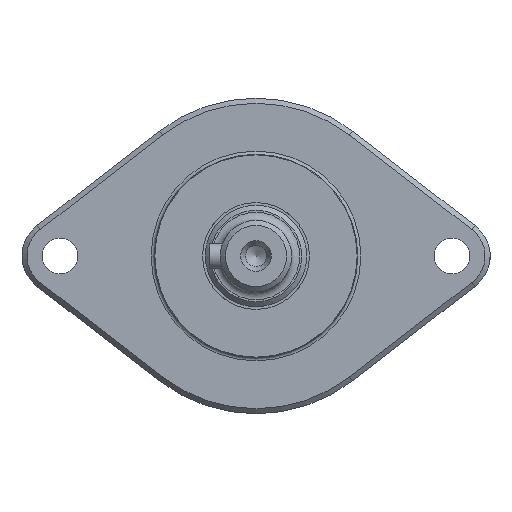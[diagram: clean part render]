
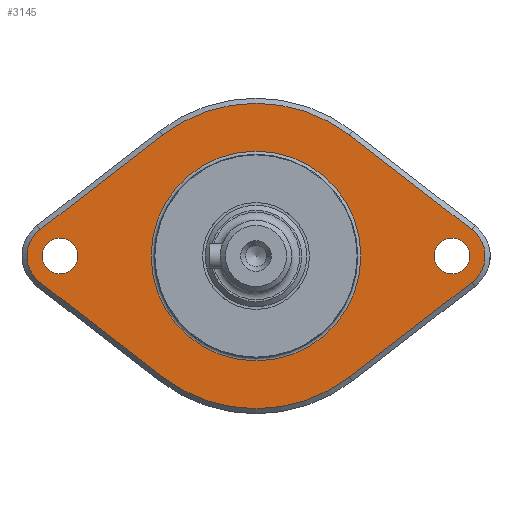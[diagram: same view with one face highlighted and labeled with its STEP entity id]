
A CAD part, left-side view. The second image highlights one B-rep face of the part: STEP entity #3145.
In plain terms, the highlighted planar face has unit normal (-1, 0, 0).
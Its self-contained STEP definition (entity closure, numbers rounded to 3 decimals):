
#127=LINE('',#4813,#393);
#128=LINE('',#4817,#394);
#129=LINE('',#4821,#395);
#130=LINE('',#4824,#396);
#393=VECTOR('',#3929,10.);
#394=VECTOR('',#3932,10.);
#395=VECTOR('',#3935,10.);
#396=VECTOR('',#3938,10.);
#655=FACE_BOUND('',#911,.T.);
#656=FACE_BOUND('',#912,.T.);
#657=FACE_BOUND('',#913,.T.);
#725=FACE_OUTER_BOUND('',#910,.T.);
#910=EDGE_LOOP('',(#2156,#2157,#2158,#2159,#2160,#2161,#2162,#2163));
#911=EDGE_LOOP('',(#2164,#2165));
#912=EDGE_LOOP('',(#2166));
#913=EDGE_LOOP('',(#2167));
#1121=CIRCLE('',#3395,20.6);
#1123=CIRCLE('',#3397,20.6);
#1125=CIRCLE('',#3400,3.5);
#1129=CIRCLE('',#3407,3.5);
#1138=CIRCLE('',#3427,6.5);
#1139=CIRCLE('',#3428,30.);
#1140=CIRCLE('',#3429,6.5);
#1141=CIRCLE('',#3430,30.);
#1275=VERTEX_POINT('',#4725);
#1276=VERTEX_POINT('',#4726);
#1278=VERTEX_POINT('',#4733);
#1286=VERTEX_POINT('',#4754);
#1302=VERTEX_POINT('',#4809);
#1303=VERTEX_POINT('',#4810);
#1304=VERTEX_POINT('',#4812);
#1305=VERTEX_POINT('',#4814);
#1306=VERTEX_POINT('',#4816);
#1307=VERTEX_POINT('',#4818);
#1308=VERTEX_POINT('',#4820);
#1309=VERTEX_POINT('',#4822);
#1592=EDGE_CURVE('',#1275,#1276,#1121,.T.);
#1594=EDGE_CURVE('',#1276,#1275,#1123,.T.);
#1597=EDGE_CURVE('',#1278,#1278,#1125,.T.);
#1607=EDGE_CURVE('',#1286,#1286,#1129,.T.);
#1634=EDGE_CURVE('',#1302,#1303,#1138,.T.);
#1635=EDGE_CURVE('',#1304,#1302,#127,.T.);
#1636=EDGE_CURVE('',#1305,#1304,#1139,.T.);
#1637=EDGE_CURVE('',#1306,#1305,#128,.T.);
#1638=EDGE_CURVE('',#1307,#1306,#1140,.T.);
#1639=EDGE_CURVE('',#1308,#1307,#129,.T.);
#1640=EDGE_CURVE('',#1309,#1308,#1141,.T.);
#1641=EDGE_CURVE('',#1303,#1309,#130,.T.);
#2156=ORIENTED_EDGE('',*,*,#1634,.F.);
#2157=ORIENTED_EDGE('',*,*,#1635,.F.);
#2158=ORIENTED_EDGE('',*,*,#1636,.F.);
#2159=ORIENTED_EDGE('',*,*,#1637,.F.);
#2160=ORIENTED_EDGE('',*,*,#1638,.F.);
#2161=ORIENTED_EDGE('',*,*,#1639,.F.);
#2162=ORIENTED_EDGE('',*,*,#1640,.F.);
#2163=ORIENTED_EDGE('',*,*,#1641,.F.);
#2164=ORIENTED_EDGE('',*,*,#1592,.F.);
#2165=ORIENTED_EDGE('',*,*,#1594,.F.);
#2166=ORIENTED_EDGE('',*,*,#1597,.T.);
#2167=ORIENTED_EDGE('',*,*,#1607,.T.);
#2849=PLANE('',#3426);
#3145=ADVANCED_FACE('',(#725,#655,#656,#657),#2849,.T.);
#3395=AXIS2_PLACEMENT_3D('',#4727,#3838,#3839);
#3397=AXIS2_PLACEMENT_3D('',#4729,#3842,#3843);
#3400=AXIS2_PLACEMENT_3D('',#4735,#3849,#3850);
#3407=AXIS2_PLACEMENT_3D('',#4756,#3869,#3870);
#3426=AXIS2_PLACEMENT_3D('',#4808,#3925,#3926);
#3427=AXIS2_PLACEMENT_3D('',#4811,#3927,#3928);
#3428=AXIS2_PLACEMENT_3D('',#4815,#3930,#3931);
#3429=AXIS2_PLACEMENT_3D('',#4819,#3933,#3934);
#3430=AXIS2_PLACEMENT_3D('',#4823,#3936,#3937);
#3838=DIRECTION('center_axis',(-1.,0.,0.));
#3839=DIRECTION('ref_axis',(0.,1.,0.));
#3842=DIRECTION('center_axis',(-1.,0.,0.));
#3843=DIRECTION('ref_axis',(0.,1.,0.));
#3849=DIRECTION('center_axis',(1.,0.,0.));
#3850=DIRECTION('ref_axis',(0.,0.,
1.));
#3869=DIRECTION('center_axis',(1.,0.,0.));
#3870=DIRECTION('ref_axis',(0.,0.,
1.));
#3925=DIRECTION('center_axis',(-1.,0.,0.));
#3926=DIRECTION('ref_axis',(0.,0.,
1.));
#3927=DIRECTION('center_axis',(1.,0.,0.));
#3928=DIRECTION('ref_axis',(0.,0.61,-0.792));
#3929=DIRECTION('',(0.,0.792,0.61));
#3930=DIRECTION('center_axis',(1.,0.,0.));
#3931=DIRECTION('ref_axis',(0.,-0.61,-0.792));
#3932=DIRECTION('',(0.,0.792,-0.61));
#3933=DIRECTION('center_axis',(1.,0.,0.));
#3934=DIRECTION('ref_axis',(0.,-0.61,0.792));
#3935=DIRECTION('',(0.,-0.792,-0.61));
#3936=DIRECTION('center_axis',(1.,0.,0.));
#3937=DIRECTION('ref_axis',(0.,0.61,0.792));
#3938=DIRECTION('',(0.,-0.792,0.61));
#4725=CARTESIAN_POINT('',(-136.4,20.6,0.));
#4726=CARTESIAN_POINT('',(-136.4,0.,-20.6));
#4727=CARTESIAN_POINT('Origin',(-136.4,0.,0.));
#4729=CARTESIAN_POINT('Origin',(-136.4,0.,0.));
#4733=CARTESIAN_POINT('',(-136.4,38.5,-3.5));
#4735=CARTESIAN_POINT('Origin',(-136.4,38.5,0.));
#4754=CARTESIAN_POINT('',(-136.4,-38.5,-3.5));
#4756=CARTESIAN_POINT('Origin',(-136.4,-38.5,0.));
#4808=CARTESIAN_POINT('Origin',(-136.4,33.3,0.));
#4809=CARTESIAN_POINT('',(-136.4,42.468,-5.149));
#4810=CARTESIAN_POINT('',(-136.4,42.468,5.149));
#4811=CARTESIAN_POINT('Origin',(-136.4,38.5,0.));
#4812=CARTESIAN_POINT('',(-136.4,18.312,-23.763));
#4813=CARTESIAN_POINT('',(-136.4,40.836,-6.406));
#4814=CARTESIAN_POINT('',(-136.4,-18.312,-23.763));
#4815=CARTESIAN_POINT('Origin',(-136.4,0.,0.));
#4816=CARTESIAN_POINT('',(-136.4,-42.468,-5.149));
#4817=CARTESIAN_POINT('',(-136.4,-7.865,-31.813));
#4818=CARTESIAN_POINT('',(-136.4,-42.468,5.149));
#4819=CARTESIAN_POINT('Origin',(-136.4,-38.5,0.));
#4820=CARTESIAN_POINT('',(-136.4,-18.312,23.763));
#4821=CARTESIAN_POINT('',(-136.4,-19.943,22.506));
#4822=CARTESIAN_POINT('',(-136.4,18.312,23.763));
#4823=CARTESIAN_POINT('Origin',(-136.4,0.,0.));
#4824=CARTESIAN_POINT('',(-136.4,28.758,15.713));
